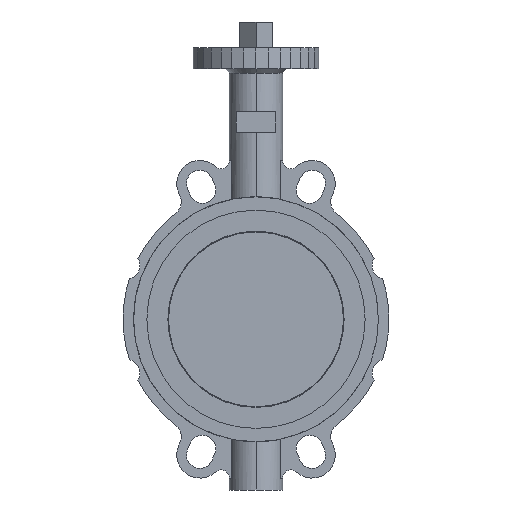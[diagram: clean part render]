
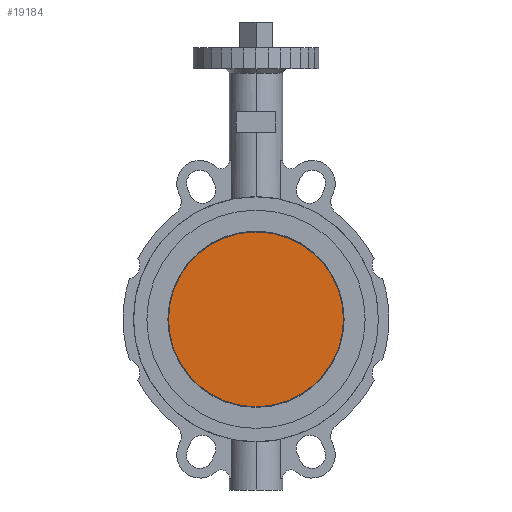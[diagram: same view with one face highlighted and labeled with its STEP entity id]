
A CAD part, left-side view. The second image highlights one B-rep face of the part: STEP entity #19184.
In plain terms, the highlighted planar face has unit normal (-1, 0, 0).
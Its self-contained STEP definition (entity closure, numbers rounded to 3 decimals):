
#18636=CARTESIAN_POINT('Vertex',(-27.3,3.202,62.418)) ;
#18640=CARTESIAN_POINT('Control Point',(-27.3,0.,62.315)) ;
#18641=CARTESIAN_POINT('Control Point',(-27.3,1.063,62.315)) ;
#18642=CARTESIAN_POINT('Control Point',(-27.3,2.126,62.349)) ;
#18643=CARTESIAN_POINT('Control Point',(-27.3,3.202,62.418)) ;
#18644=CARTESIAN_POINT('Vertex',(-27.3,0.,62.315)) ;
#18724=CARTESIAN_POINT('Vertex',(-27.3,0.,-62.315)) ;
#18728=CARTESIAN_POINT('Control Point',(-27.3,3.202,-62.418)) ;
#18729=CARTESIAN_POINT('Control Point',(-27.3,2.126,-62.349)) ;
#18730=CARTESIAN_POINT('Control Point',(-27.3,1.063,-62.315)) ;
#18731=CARTESIAN_POINT('Control Point',(-27.3,0.,-62.315)) ;
#18732=CARTESIAN_POINT('Vertex',(-27.3,3.202,-62.418)) ;
#18801=CARTESIAN_POINT('Vertex',(-27.3,-3.202,-62.418)) ;
#18805=CARTESIAN_POINT('Control Point',(-27.3,0.,-62.315)) ;
#18806=CARTESIAN_POINT('Control Point',(-27.3,-1.063,-62.315)) ;
#18807=CARTESIAN_POINT('Control Point',(-27.3,-2.126,-62.349)) ;
#18808=CARTESIAN_POINT('Control Point',(-27.3,-3.202,-62.418)) ;
#18866=CARTESIAN_POINT('Control Point',(-27.3,-3.202,62.418)) ;
#18867=CARTESIAN_POINT('Control Point',(-27.3,-2.126,62.349)) ;
#18868=CARTESIAN_POINT('Control Point',(-27.3,-1.063,62.315)) ;
#18869=CARTESIAN_POINT('Control Point',(-27.3,0.,62.315)) ;
#18870=CARTESIAN_POINT('Vertex',(-27.3,-3.202,62.418)) ;
#19154=CARTESIAN_POINT('Axis2P3D Location',(-27.3,0.,0.)) ;
#19166=CARTESIAN_POINT('Axis2P3D Location',(-27.3,0.,0.)) ;
#19171=CARTESIAN_POINT('Axis2P3D Location',(-27.3,0.,0.)) ;
#19155=DIRECTION('Axis2P3D Direction',(1.,-0.,0.)) ;
#19167=DIRECTION('Axis2P3D Direction',(-1.,-0.,-0.)) ;
#19168=DIRECTION('Axis2P3D XDirection',(0.,0.,-1.)) ;
#19172=DIRECTION('Axis2P3D Direction',(-1.,-0.,-0.)) ;
#19156=AXIS2_PLACEMENT_3D('Circle Axis2P3D',#19154,#19155,$) ;
#19169=AXIS2_PLACEMENT_3D('Plane Axis2P3D',#19166,#19167,#19168) ;
#19173=AXIS2_PLACEMENT_3D('Circle Axis2P3D',#19171,#19172,$) ;
#19157=CIRCLE('generated circle',#19156,62.5) ;
#19174=CIRCLE('generated circle',#19173,62.5) ;
#19170=PLANE('',#19169) ;
#18646=EDGE_CURVE('',#18645,#18637,#18639,.T.) ;
#18734=EDGE_CURVE('',#18733,#18725,#18727,.T.) ;
#18809=EDGE_CURVE('',#18725,#18802,#18804,.T.) ;
#18872=EDGE_CURVE('',#18871,#18645,#18865,.T.) ;
#19158=EDGE_CURVE('',#18637,#18733,#19157,.F.) ;
#19175=EDGE_CURVE('',#18802,#18871,#19174,.T.) ;
#19177=ORIENTED_EDGE('',*,*,#18872,.T.) ;
#19178=ORIENTED_EDGE('',*,*,#18646,.T.) ;
#19179=ORIENTED_EDGE('',*,*,#19158,.T.) ;
#19180=ORIENTED_EDGE('',*,*,#18734,.T.) ;
#19181=ORIENTED_EDGE('',*,*,#18809,.T.) ;
#19182=ORIENTED_EDGE('',*,*,#19175,.T.) ;
#19176=EDGE_LOOP('',(#19177,#19178,#19179,#19180,#19181,#19182)) ;
#18637=VERTEX_POINT('',#18636) ;
#18645=VERTEX_POINT('',#18644) ;
#18725=VERTEX_POINT('',#18724) ;
#18733=VERTEX_POINT('',#18732) ;
#18802=VERTEX_POINT('',#18801) ;
#18871=VERTEX_POINT('',#18870) ;
#19184=ADVANCED_FACE('1',(#19183),#19170,.T.) ;
#18639=B_SPLINE_CURVE_WITH_KNOTS('',3,(#18640,#18641,#18642,#18643),.UNSPECIFIED.,.F.,.U.,(4,4),(0.,12.114),.UNSPECIFIED.) ;
#18727=B_SPLINE_CURVE_WITH_KNOTS('',3,(#18728,#18729,#18730,#18731),.UNSPECIFIED.,.F.,.U.,(4,4),(0.,12.114),.UNSPECIFIED.) ;
#18804=B_SPLINE_CURVE_WITH_KNOTS('',3,(#18805,#18806,#18807,#18808),.UNSPECIFIED.,.F.,.U.,(4,4),(0.,12.114),.UNSPECIFIED.) ;
#18865=B_SPLINE_CURVE_WITH_KNOTS('',3,(#18866,#18867,#18868,#18869),.UNSPECIFIED.,.F.,.U.,(4,4),(0.,12.114),.UNSPECIFIED.) ;
#19183=FACE_OUTER_BOUND('',#19176,.T.) ;
